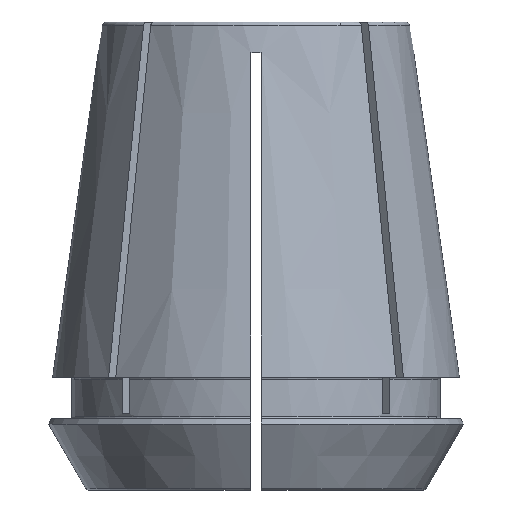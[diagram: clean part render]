
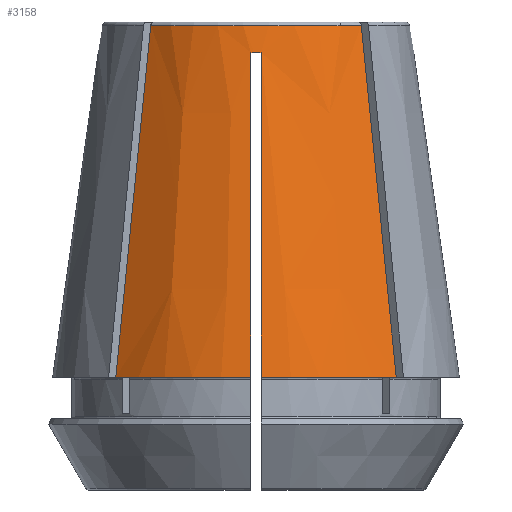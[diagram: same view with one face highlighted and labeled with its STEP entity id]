
A CAD part, front view. The second image highlights one B-rep face of the part: STEP entity #3158.
In plain terms, the highlighted conical face has half-angle 8 degrees and reference radius 15.095 mm.
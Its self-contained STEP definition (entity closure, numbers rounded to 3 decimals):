
#43=CONICAL_SURFACE('',#3506,15.095,0.14);
#131=B_SPLINE_CURVE_WITH_KNOTS('',3,(#4771,#4772,#4773,#4774),
 .UNSPECIFIED.,.F.,.F.,(4,4),(0.,0.035),
 .UNSPECIFIED.);
#142=B_SPLINE_CURVE_WITH_KNOTS('',3,(#4896,#4897,#4898,#4899,#4900,#4901,
#4902,#4903,#4904,#4905),.UNSPECIFIED.,.F.,.F.,(4,3,3,4),(0.024,
0.028,0.056,0.056),.UNSPECIFIED.);
#152=B_SPLINE_CURVE_WITH_KNOTS('',3,(#4994,#4995,#4996,#4997,#4998,#4999,
#5000,#5001,#5002,#5003),.UNSPECIFIED.,.F.,.F.,(4,3,3,4),(0.024,
0.028,0.056,0.056),.UNSPECIFIED.);
#211=B_SPLINE_CURVE_WITH_KNOTS('',3,(#5750,#5751,#5752,#5753,#5754,#5755,
#5756),.UNSPECIFIED.,.F.,.F.,(4,3,4),(0.,0.027,
0.035),.UNSPECIFIED.);
#268=CIRCLE('',#3233,15.144);
#299=CIRCLE('',#3285,15.517);
#423=CIRCLE('',#3507,20.);
#424=CIRCLE('',#3508,20.);
#1168=ORIENTED_EDGE('',*,*,#1891,.T.);
#1169=ORIENTED_EDGE('',*,*,#1536,.T.);
#1170=ORIENTED_EDGE('',*,*,#1454,.F.);
#1171=ORIENTED_EDGE('',*,*,#1892,.T.);
#1172=ORIENTED_EDGE('',*,*,#1893,.T.);
#1173=ORIENTED_EDGE('',*,*,#1578,.F.);
#1174=ORIENTED_EDGE('',*,*,#1576,.F.);
#1175=ORIENTED_EDGE('',*,*,#1609,.T.);
#1454=EDGE_CURVE('',#1950,#1951,#268,.T.);
#1536=EDGE_CURVE('',#2022,#1951,#131,.T.);
#1576=EDGE_CURVE('',#2054,#2055,#299,.T.);
#1578=EDGE_CURVE('',#2055,#2056,#142,.T.);
#1609=EDGE_CURVE('',#2054,#2082,#152,.T.);
#1891=EDGE_CURVE('',#2082,#2022,#423,.T.);
#1892=EDGE_CURVE('',#1950,#2250,#211,.T.);
#1893=EDGE_CURVE('',#2250,#2056,#424,.T.);
#1950=VERTEX_POINT('',#4525);
#1951=VERTEX_POINT('',#4526);
#2022=VERTEX_POINT('',#4775);
#2054=VERTEX_POINT('',#4891);
#2055=VERTEX_POINT('',#4893);
#2056=VERTEX_POINT('',#4906);
#2082=VERTEX_POINT('',#4993);
#2250=VERTEX_POINT('',#5757);
#2778=EDGE_LOOP('',(#1168,#1169,#1170,#1171,#1172,#1173,#1174,#1175));
#2946=FACE_BOUND('',#2778,.T.);
#3158=ADVANCED_FACE('',(#2946),#43,.T.);
#3233=AXIS2_PLACEMENT_3D('',#4524,#3613,#3614);
#3285=AXIS2_PLACEMENT_3D('',#4892,#3774,#3775);
#3506=AXIS2_PLACEMENT_3D('',#5748,#4338,#4339);
#3507=AXIS2_PLACEMENT_3D('',#5749,#4340,#4341);
#3508=AXIS2_PLACEMENT_3D('',#5758,#4342,#4343);
#3613=DIRECTION('',(0.,0.,1.));
#3614=DIRECTION('',(1.,0.,0.));
#3774=DIRECTION('',(0.,0.,-1.));
#3775=DIRECTION('',(-1.,0.,0.));
#4338=DIRECTION('',(0.,0.,-1.));
#4339=DIRECTION('',(-1.,0.,0.));
#4340=DIRECTION('',(0.,0.,1.));
#4341=DIRECTION('',(1.,0.,0.));
#4342=DIRECTION('',(0.,0.,1.));
#4343=DIRECTION('',(1.,0.,0.));
#4524=CARTESIAN_POINT('',(0.,0.,38.656));
#4525=CARTESIAN_POINT('',(-10.349,-11.056,38.656));
#4526=CARTESIAN_POINT('',(10.349,-11.056,38.656));
#4771=CARTESIAN_POINT('',(13.784,-14.491,4.1));
#4772=CARTESIAN_POINT('',(12.639,-13.346,15.619));
#4773=CARTESIAN_POINT('',(11.494,-12.201,27.137));
#4774=CARTESIAN_POINT('',(10.349,-11.056,38.656));
#4775=CARTESIAN_POINT('',(13.784,-14.491,4.1));
#4891=CARTESIAN_POINT('',(0.5,-15.509,36.));
#4892=CARTESIAN_POINT('',(0.,0.,36.));
#4893=CARTESIAN_POINT('',(-0.5,-15.509,36.));
#4896=CARTESIAN_POINT('',(-0.5,-15.509,36.));
#4897=CARTESIAN_POINT('',(-0.5,-15.694,34.684));
#4898=CARTESIAN_POINT('',(-0.5,-15.879,33.369));
#4899=CARTESIAN_POINT('',(-0.5,-16.064,32.053));
#4900=CARTESIAN_POINT('',(-0.5,-17.373,22.739));
#4901=CARTESIAN_POINT('',(-0.5,-18.683,13.425));
#4902=CARTESIAN_POINT('',(-0.5,-19.992,4.112));
#4903=CARTESIAN_POINT('',(-0.5,-19.993,4.108));
#4904=CARTESIAN_POINT('',(-0.5,-19.993,4.104));
#4905=CARTESIAN_POINT('',(-0.5,-19.994,4.1));
#4906=CARTESIAN_POINT('',(-0.5,-19.994,4.1));
#4993=CARTESIAN_POINT('',(0.5,-19.994,4.1));
#4994=CARTESIAN_POINT('',(0.5,-15.509,36.));
#4995=CARTESIAN_POINT('',(0.5,-15.694,34.684));
#4996=CARTESIAN_POINT('',(0.5,-15.879,33.369));
#4997=CARTESIAN_POINT('',(0.5,-16.064,32.053));
#4998=CARTESIAN_POINT('',(0.5,-17.373,22.739));
#4999=CARTESIAN_POINT('',(0.5,-18.683,13.425));
#5000=CARTESIAN_POINT('',(0.5,-19.992,4.112));
#5001=CARTESIAN_POINT('',(0.5,-19.993,4.108));
#5002=CARTESIAN_POINT('',(0.5,-19.993,4.104));
#5003=CARTESIAN_POINT('',(0.5,-19.994,4.1));
#5748=CARTESIAN_POINT('',(0.,0.,39.));
#5749=CARTESIAN_POINT('',(0.,0.,4.1));
#5750=CARTESIAN_POINT('',(-10.349,-11.056,38.656));
#5751=CARTESIAN_POINT('',(-11.221,-11.928,29.88));
#5752=CARTESIAN_POINT('',(-12.094,-12.801,21.104));
#5753=CARTESIAN_POINT('',(-12.966,-13.673,12.328));
#5754=CARTESIAN_POINT('',(-13.239,-13.946,9.585));
#5755=CARTESIAN_POINT('',(-13.512,-14.219,6.843));
#5756=CARTESIAN_POINT('',(-13.784,-14.491,4.1));
#5757=CARTESIAN_POINT('',(-13.784,-14.491,4.1));
#5758=CARTESIAN_POINT('',(0.,0.,4.1));
